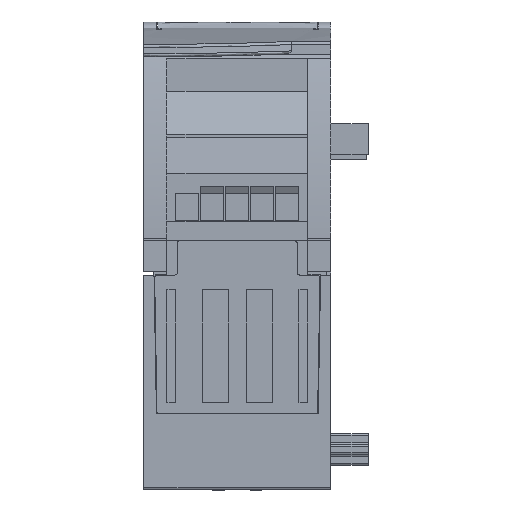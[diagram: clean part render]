
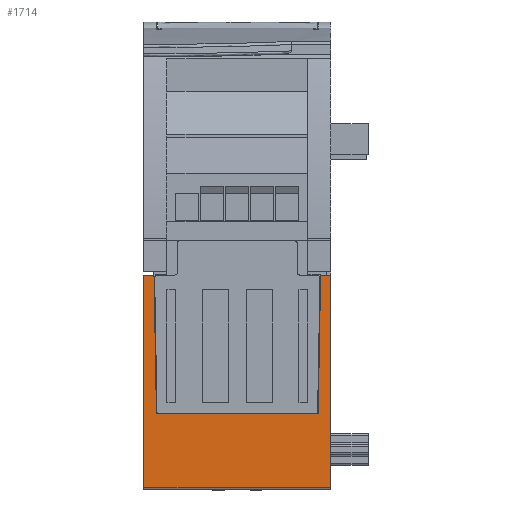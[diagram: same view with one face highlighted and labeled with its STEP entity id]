
A CAD part, front view. The second image highlights one B-rep face of the part: STEP entity #1714.
In plain terms, the highlighted planar face has unit normal (0, -1, 0).
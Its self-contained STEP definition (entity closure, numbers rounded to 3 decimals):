
#1714=ADVANCED_FACE('NONE',(#4564),#4565,.T.);
#4564=FACE_OUTER_BOUND('',#8572,.T.);
#4565=PLANE('',#8573);
#8572=EDGE_LOOP('',(#20423,#20424,#20425,#20426,#20427,#20428,#20429,#20430));
#8573=AXIS2_PLACEMENT_3D('',#20431,#20432,#20433);
#20423=ORIENTED_EDGE('',*,*,#30903,.T.);
#20424=ORIENTED_EDGE('',*,*,#30904,.T.);
#20425=ORIENTED_EDGE('',*,*,#30905,.T.);
#20426=ORIENTED_EDGE('',*,*,#30906,.T.);
#20427=ORIENTED_EDGE('',*,*,#30907,.F.);
#20428=ORIENTED_EDGE('',*,*,#30908,.F.);
#20429=ORIENTED_EDGE('',*,*,#30909,.F.);
#20430=ORIENTED_EDGE('',*,*,#30910,.T.);
#20431=CARTESIAN_POINT('',(0.,0.,37.061));
#20432=DIRECTION('',(-0.0,-1.,0.));
#20433=DIRECTION('',(-1.0,0.0,0.0));
#30903=EDGE_CURVE('NONE',#36696,#36697,#36698,.T.);
#30904=EDGE_CURVE('NONE',#36697,#36699,#36700,.T.);
#30905=EDGE_CURVE('NONE',#36699,#36701,#36702,.T.);
#30906=EDGE_CURVE('NONE',#36701,#36703,#36704,.T.);
#30907=EDGE_CURVE('NONE',#36705,#36703,#36706,.T.);
#30908=EDGE_CURVE('NONE',#36707,#36705,#36708,.T.);
#30909=EDGE_CURVE('NONE',#36709,#36707,#36710,.T.);
#30910=EDGE_CURVE('NONE',#36709,#36696,#36711,.T.);
#36696=VERTEX_POINT('NONE',#46898);
#36697=VERTEX_POINT('NONE',#46899);
#36698=LINE('',#46900,#46901);
#36699=VERTEX_POINT('NONE',#46902);
#36700=LINE('',#46903,#46904);
#36701=VERTEX_POINT('NONE',#46905);
#36702=LINE('',#46906,#46907);
#36703=VERTEX_POINT('NONE',#46908);
#36704=LINE('',#46909,#46910);
#36705=VERTEX_POINT('NONE',#46911);
#36706=LINE('',#46912,#46913);
#36707=VERTEX_POINT('NONE',#46914);
#36708=LINE('',#46915,#46916);
#36709=VERTEX_POINT('NONE',#46917);
#36710=LINE('',#46918,#46919);
#36711=LINE('',#46920,#46921);
#46898=CARTESIAN_POINT('',(2.018,0.,12.2));
#46899=CARTESIAN_POINT('',(1.629,0.,34.5));
#46900=CARTESIAN_POINT('',(2.594,0.,-20.797));
#46901=VECTOR('',#58773,1000.0);
#46902=CARTESIAN_POINT('',(0.,0.,34.5));
#46903=CARTESIAN_POINT('',(1.5,0.,34.5));
#46904=VECTOR('',#58774,1000.0);
#46905=CARTESIAN_POINT('',(0.,0.,0.4));
#46906=CARTESIAN_POINT('',(0.,0.,37.061));
#46907=VECTOR('',#58775,1000.0);
#46908=CARTESIAN_POINT('',(30.,0.,0.4));
#46909=CARTESIAN_POINT('',(0.,0.,0.4));
#46910=VECTOR('',#58776,1000.0);
#46911=CARTESIAN_POINT('',(30.,0.,34.5));
#46912=CARTESIAN_POINT('',(30.,0.,37.061));
#46913=VECTOR('',#58777,1000.0);
#46914=CARTESIAN_POINT('',(28.371,0.,34.5));
#46915=CARTESIAN_POINT('',(29.25,0.,34.5));
#46916=VECTOR('',#58778,1000.0);
#46917=CARTESIAN_POINT('',(27.982,0.,12.2));
#46918=CARTESIAN_POINT('',(27.406,0.,-20.765));
#46919=VECTOR('',#58779,1000.0);
#46920=CARTESIAN_POINT('',(15.919,0.,12.2));
#46921=VECTOR('',#58780,1000.0);
#58773=DIRECTION('',(-0.017,0.,1.));
#58774=DIRECTION('',(-1.0,0.0,-0.0));
#58775=DIRECTION('',(0.0,0.,-1.));
#58776=DIRECTION('',(1.0,0.0,0.0));
#58777=DIRECTION('',(0.0,0.,-1.));
#58778=DIRECTION('',(1.0,0.0,0.0));
#58779=DIRECTION('',(0.017,0.,1.));
#58780=DIRECTION('',(-1.0,0.,0.));
